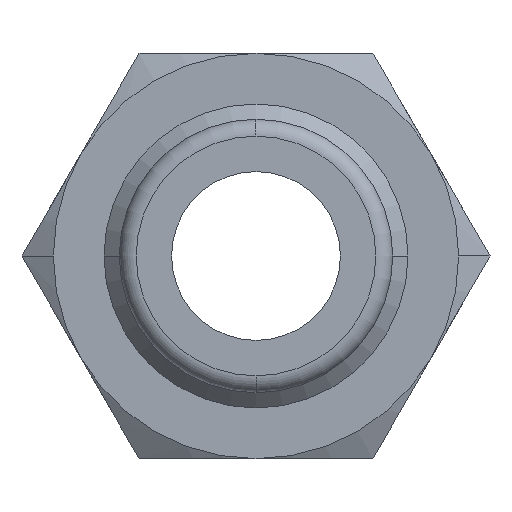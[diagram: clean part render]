
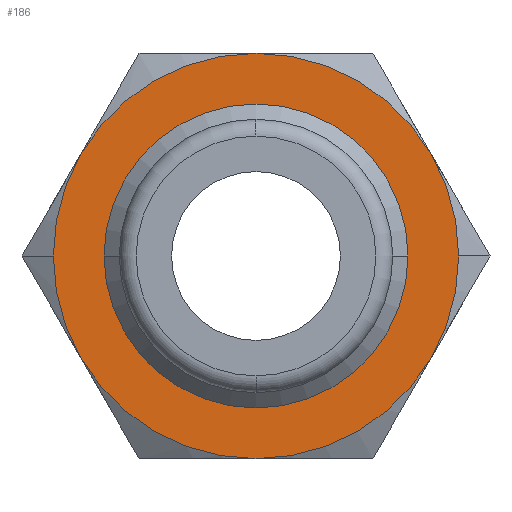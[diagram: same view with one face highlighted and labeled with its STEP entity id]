
A CAD part, front view. The second image highlights one B-rep face of the part: STEP entity #186.
In plain terms, the highlighted planar face has unit normal (0, -1, 0).
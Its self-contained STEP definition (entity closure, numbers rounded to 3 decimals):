
#186=ADVANCED_FACE('',(#417,#418),#419,.T.);
#417=FACE_OUTER_BOUND('',#15192,.T.);
#418=FACE_BOUND('',#15193,.T.);
#419=PLANE('',#15194);
#15192=EDGE_LOOP('',(#30156,#30157,#30158,#30159,#30160,#30161,#30162,#30163));
#15193=EDGE_LOOP('',(#30164,#30165));
#15194=AXIS2_PLACEMENT_3D('',#30166,#30167,#30168);
#30156=ORIENTED_EDGE('',*,*,#30642,.F.);
#30157=ORIENTED_EDGE('',*,*,#30662,.F.);
#30158=ORIENTED_EDGE('',*,*,#30726,.F.);
#30159=ORIENTED_EDGE('',*,*,#30727,.F.);
#30160=ORIENTED_EDGE('',*,*,#30621,.F.);
#30161=ORIENTED_EDGE('',*,*,#30713,.F.);
#30162=ORIENTED_EDGE('',*,*,#30728,.F.);
#30163=ORIENTED_EDGE('',*,*,#30658,.F.);
#30164=ORIENTED_EDGE('',*,*,#30729,.F.);
#30165=ORIENTED_EDGE('',*,*,#30730,.F.);
#30166=CARTESIAN_POINT('',(3.0,14.0,0.0));
#30167=DIRECTION('',(-0.0,-1.0,-0.0));
#30168=DIRECTION('',(-1.0,0.0,0.0));
#30621=EDGE_CURVE('',#30940,#30938,#30942,.T.);
#30642=EDGE_CURVE('',#30974,#30971,#30976,.T.);
#30658=EDGE_CURVE('',#30971,#30997,#30998,.T.);
#30662=EDGE_CURVE('',#31002,#30974,#31004,.T.);
#30713=EDGE_CURVE('',#31077,#30940,#31079,.T.);
#30726=EDGE_CURVE('',#30847,#31002,#31095,.T.);
#30727=EDGE_CURVE('',#30938,#30847,#31096,.T.);
#30728=EDGE_CURVE('',#30997,#31077,#31097,.T.);
#30729=EDGE_CURVE('',#31098,#31099,#31100,.T.);
#30730=EDGE_CURVE('',#31099,#31098,#31101,.T.);
#30847=VERTEX_POINT('',#31254);
#30938=VERTEX_POINT('',#31444);
#30940=VERTEX_POINT('',#31447);
#30942=CIRCLE('',#31460,6.0);
#30971=VERTEX_POINT('',#31764);
#30974=VERTEX_POINT('',#31768);
#30976=CIRCLE('',#31781,6.0);
#30997=VERTEX_POINT('',#31855);
#30998=CIRCLE('',#31856,6.0);
#31002=VERTEX_POINT('',#31871);
#31004=CIRCLE('',#31884,6.0);
#31077=VERTEX_POINT('',#34465);
#31079=CIRCLE('',#34478,6.0);
#31095=CIRCLE('',#34540,6.0);
#31096=CIRCLE('',#34541,6.0);
#31097=CIRCLE('',#34542,6.0);
#31098=VERTEX_POINT('',#34543);
#31099=VERTEX_POINT('',#34544);
#31100=CIRCLE('',#34545,4.5);
#31101=CIRCLE('',#34546,4.5);
#31254=CARTESIAN_POINT('',(-5.196,14.0,3.0));
#31444=CARTESIAN_POINT('',(-6.0,14.0,0.));
#31447=CARTESIAN_POINT('',(-5.196,14.0,-3.0));
#31460=AXIS2_PLACEMENT_3D('',#35188,#35189,#35190);
#31764=CARTESIAN_POINT('',(6.0,14.0,0.));
#31768=CARTESIAN_POINT('',(5.196,14.0,3.0));
#31781=AXIS2_PLACEMENT_3D('',#35208,#35209,#35210);
#31855=CARTESIAN_POINT('',(5.196,14.0,-3.0));
#31856=AXIS2_PLACEMENT_3D('',#35234,#35235,#35236);
#31871=CARTESIAN_POINT('',(0.,14.0,6.0));
#31884=AXIS2_PLACEMENT_3D('',#35237,#35238,#35239);
#34465=CARTESIAN_POINT('',(0.0,14.0,-6.0));
#34478=AXIS2_PLACEMENT_3D('',#35285,#35286,#35287);
#34540=AXIS2_PLACEMENT_3D('',#35293,#35294,#35295);
#34541=AXIS2_PLACEMENT_3D('',#35296,#35297,#35298);
#34542=AXIS2_PLACEMENT_3D('',#35299,#35300,#35301);
#34543=CARTESIAN_POINT('',(-4.5,14.0,0.));
#34544=CARTESIAN_POINT('',(4.5,14.0,0.));
#34545=AXIS2_PLACEMENT_3D('',#35302,#35303,#35304);
#34546=AXIS2_PLACEMENT_3D('',#35305,#35306,#35307);
#35188=CARTESIAN_POINT('',(0.0,14.0,0.0));
#35189=DIRECTION('',(-0.0,1.0,0.0));
#35190=DIRECTION('',(1.0,0.0,0.0));
#35208=CARTESIAN_POINT('',(0.0,14.0,0.0));
#35209=DIRECTION('',(-0.0,1.0,0.0));
#35210=DIRECTION('',(1.0,0.0,0.0));
#35234=CARTESIAN_POINT('',(0.0,14.0,0.0));
#35235=DIRECTION('',(-0.0,1.0,0.0));
#35236=DIRECTION('',(1.0,0.0,0.0));
#35237=CARTESIAN_POINT('',(0.0,14.0,0.0));
#35238=DIRECTION('',(-0.0,1.0,0.0));
#35239=DIRECTION('',(1.0,0.0,0.0));
#35285=CARTESIAN_POINT('',(0.0,14.0,0.0));
#35286=DIRECTION('',(-0.0,1.0,0.0));
#35287=DIRECTION('',(1.0,0.0,0.0));
#35293=CARTESIAN_POINT('',(0.0,14.0,0.0));
#35294=DIRECTION('',(-0.0,1.0,0.0));
#35295=DIRECTION('',(1.0,0.0,0.0));
#35296=CARTESIAN_POINT('',(0.0,14.0,0.0));
#35297=DIRECTION('',(-0.0,1.0,0.0));
#35298=DIRECTION('',(1.0,0.0,0.0));
#35299=CARTESIAN_POINT('',(0.0,14.0,0.0));
#35300=DIRECTION('',(-0.0,1.0,0.0));
#35301=DIRECTION('',(1.0,0.0,0.0));
#35302=CARTESIAN_POINT('',(0.0,14.0,0.0));
#35303=DIRECTION('',(0.0,-1.0,0.0));
#35304=DIRECTION('',(1.0,0.0,0.0));
#35305=CARTESIAN_POINT('',(0.0,14.0,0.0));
#35306=DIRECTION('',(0.0,-1.0,0.0));
#35307=DIRECTION('',(1.0,0.0,0.0));
